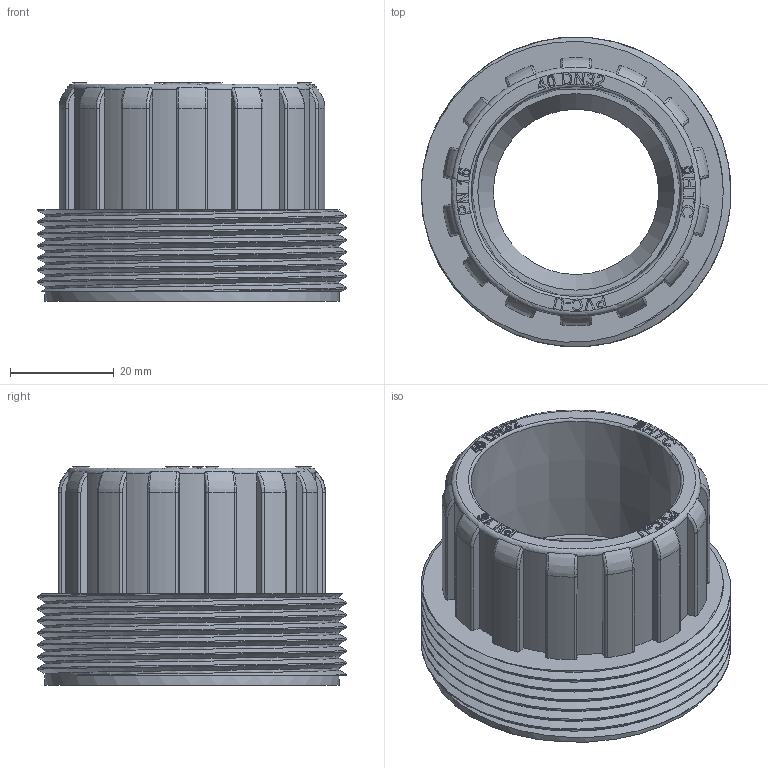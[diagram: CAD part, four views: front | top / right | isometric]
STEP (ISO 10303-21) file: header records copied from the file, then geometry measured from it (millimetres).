
FILE_DESCRIPTION(/* description */ (''),/* implementation_level */ '2;1');
FILE_NAME(/* name */ 'AF0600.SKM.040.step',/* time_stamp */ '2026-01-07T08:15:35+01:00',/* author */ (''),/* organization */ (''),/* preprocessor_version */ 'ST-DEVELOPER v20.1',/* originating_system */ 'Autodesk Translation Framework v14.21.0.0',/* authorisation */ '');
FILE_SCHEMA (('AUTOMOTIVE_DESIGN { 1 0 10303 214 3 1 1 }','PROCESS_PLANNING_SCHEMA'));
Length unit declared in the file: millimetre
Products named in the file (1): 2026-01-07-06-16-08-462
Bounding box: 59.61 x 59.54 x 42.1 mm (x, y, z)
Volume: 43987.9 mm3; surface area: 19217.4 mm2
Topology: 1 solids, 1 shells, 940 faces, 2709 edges, 1785 vertices
Faces by surface type: plane 799, cylinder 81, bspline 42, torus 16, cone 2
Full cylindrical faces by diameter (mm): 0.945 x1, 1.417 x1, 31.8 x1, 40 x1, 50 x1, 56.656 x7, 59.614 x6
Entity records: 35476 total; most frequent: CARTESIAN_POINT 11069, ORIENTED_EDGE 5418, DIRECTION 4534, EDGE_CURVE 2709, LINE 2340, VECTOR 2340, VERTEX_POINT 1785, AXIS2_PLACEMENT_3D 1097
